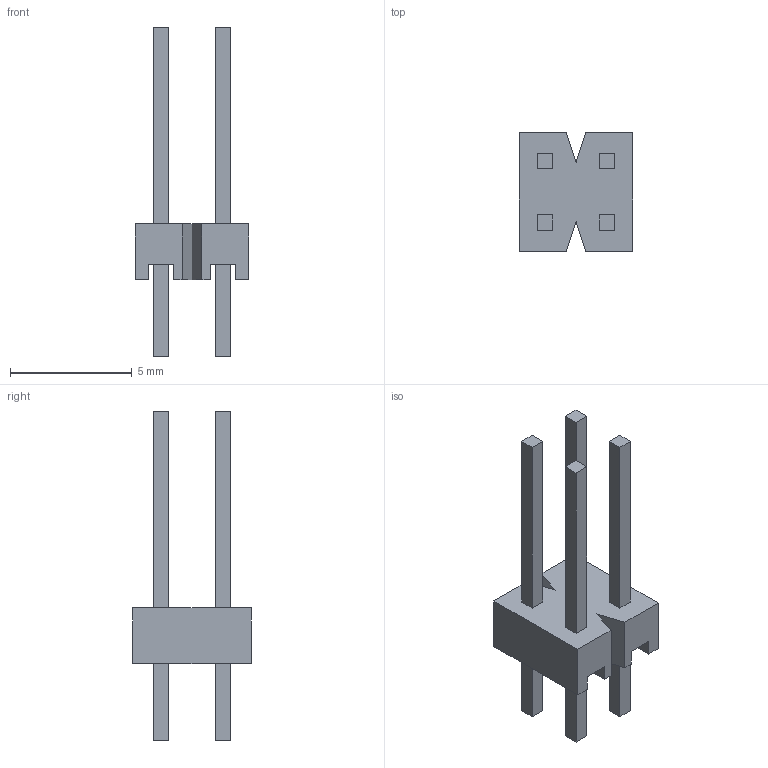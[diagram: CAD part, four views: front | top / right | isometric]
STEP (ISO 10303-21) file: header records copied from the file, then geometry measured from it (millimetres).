
FILE_DESCRIPTION((''),'2;1');
FILE_NAME('C-5-146250-2','2016-09-01T',('workeradm'),('Tyco Electronics Ltd.'),'CREO PARAMETRIC BY PTC INC, 2016050','CREO PARAMETRIC BY PTC INC, 2016050','');
FILE_SCHEMA(('AUTOMOTIVE_DESIGN { 1 0 10303 214 1 1 1 1 }'));
Length unit declared in the file: millimetre
Products named in the file (1): C-5-146250-2
Bounding box: 4.67 x 4.88 x 13.54 mm (x, y, z)
Volume: 59.8 mm3; surface area: 225 mm2
Topology: 1 solids, 1 shells, 76 faces, 198 edges, 132 vertices
Faces by surface type: plane 76
Entity records: 2458 total; most frequent: CARTESIAN_POINT 408, ORIENTED_EDGE 396, DIRECTION 350, VECTOR 198, LINE 198, EDGE_CURVE 198, VERTEX_POINT 132, COLOUR_RGB 126
